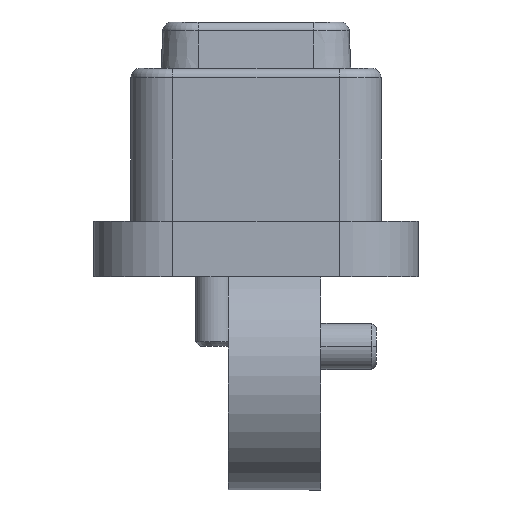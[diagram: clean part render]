
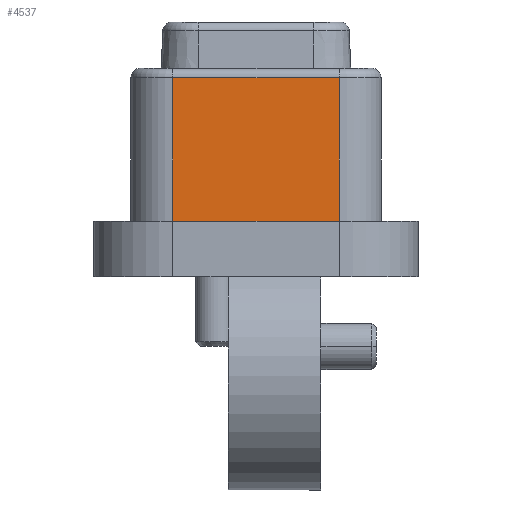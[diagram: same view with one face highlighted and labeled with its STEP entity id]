
A CAD part, left-side view. The second image highlights one B-rep face of the part: STEP entity #4537.
In plain terms, the highlighted planar face has unit normal (-1, 0, 0).
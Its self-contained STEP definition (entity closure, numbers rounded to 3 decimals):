
#1432 = VERTEX_POINT ( 'NONE', #9041 ) ;
#1647 = CARTESIAN_POINT ( 'NONE',  ( -7.65, 1.8, 1.2 ) ) ;
#1658 = CARTESIAN_POINT ( 'NONE',  ( -7.65, 1.8, 4.3 ) ) ;
#1946 = VECTOR ( 'NONE', #11478, 1000. ) ;
#3042 = EDGE_CURVE ( 'NONE', #1432, #5375, #5986, .T. ) ;
#3448 = VECTOR ( 'NONE', #4251, 1000. ) ;
#4012 = VERTEX_POINT ( 'NONE', #5054 ) ;
#4168 = VECTOR ( 'NONE', #6634, 1000. ) ;
#4251 = DIRECTION ( 'NONE',  ( 0., 1., 0. ) ) ;
#4525 = CARTESIAN_POINT ( 'NONE',  ( -7.65, 0., 2.75 ) ) ;
#4537 = ADVANCED_FACE ( 'NONE', ( #7448 ), #10352, .F. ) ;
#4763 = CARTESIAN_POINT ( 'NONE',  ( -7.65, -1.8, 1.2 ) ) ;
#5054 = CARTESIAN_POINT ( 'NONE',  ( -7.65, 1.8, 1.2 ) ) ;
#5375 = VERTEX_POINT ( 'NONE', #12385 ) ;
#5381 = LINE ( 'NONE', #1658, #4168 ) ;
#5689 = ORIENTED_EDGE ( 'NONE', *, *, #3042, .T. ) ;
#5690 = DIRECTION ( 'NONE',  ( 0., 1., 0. ) ) ;
#5986 = LINE ( 'NONE', #10121, #3448 ) ;
#6042 = LINE ( 'NONE', #4763, #8752 ) ;
#6375 = ORIENTED_EDGE ( 'NONE', *, *, #6853, .T. ) ;
#6463 = ORIENTED_EDGE ( 'NONE', *, *, #8291, .T. ) ;
#6634 = DIRECTION ( 'NONE',  ( 0., 0., -1. ) ) ;
#6853 = EDGE_CURVE ( 'NONE', #12691, #1432, #6042, .T. ) ;
#7014 = EDGE_CURVE ( 'NONE', #5375, #4012, #5381, .T. ) ;
#7448 = FACE_OUTER_BOUND ( 'NONE', #11722, .T. ) ;
#7840 = CARTESIAN_POINT ( 'NONE',  ( -7.65, -1.8, 1.2 ) ) ;
#8291 = EDGE_CURVE ( 'NONE', #4012, #12691, #10634, .T. ) ;
#8742 = DIRECTION ( 'NONE',  ( 0., 0., 1. ) ) ;
#8752 = VECTOR ( 'NONE', #8742, 1000. ) ;
#9041 = CARTESIAN_POINT ( 'NONE',  ( -7.65, -1.8, 4.3 ) ) ;
#9207 = ORIENTED_EDGE ( 'NONE', *, *, #7014, .T. ) ;
#10121 = CARTESIAN_POINT ( 'NONE',  ( -7.65, -1.8, 4.3 ) ) ;
#10352 = PLANE ( 'NONE',  #10889 ) ;
#10634 = LINE ( 'NONE', #1647, #1946 ) ;
#10747 = DIRECTION ( 'NONE',  ( 1., 0., 0. ) ) ;
#10889 = AXIS2_PLACEMENT_3D ( 'NONE', #4525, #10747, #5690 ) ;
#11478 = DIRECTION ( 'NONE',  ( 0., -1., 0. ) ) ;
#11722 = EDGE_LOOP ( 'NONE', ( #9207, #6463, #6375, #5689 ) ) ;
#12385 = CARTESIAN_POINT ( 'NONE',  ( -7.65, 1.8, 4.3 ) ) ;
#12691 = VERTEX_POINT ( 'NONE', #7840 ) ;
